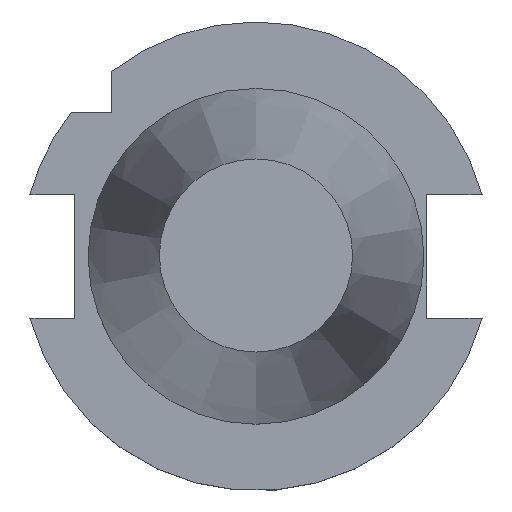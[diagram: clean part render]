
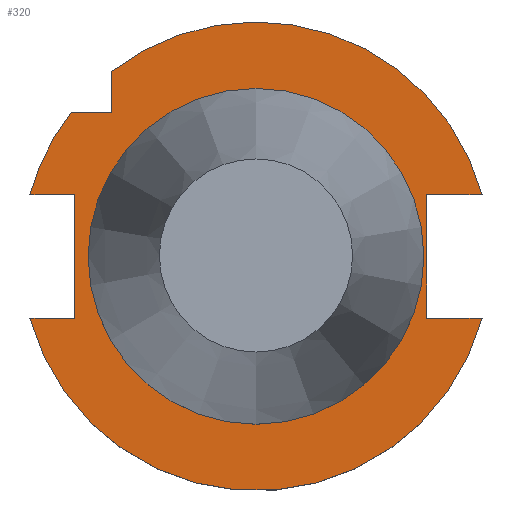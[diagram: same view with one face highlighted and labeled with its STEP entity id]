
A CAD part, top view. The second image highlights one B-rep face of the part: STEP entity #320.
In plain terms, the highlighted planar face has unit normal (0, 0, 1).
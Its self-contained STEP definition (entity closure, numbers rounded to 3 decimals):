
#173=EDGE_CURVE('240[2]',#524,#525,#526,.T.);
#195=EDGE_CURVE('240[2]',#563,#563,#564,.T.);
#216=EDGE_CURVE('240[2]',#597,#559,#598,.T.);
#234=EDGE_CURVE('240[2]',#525,#528,#628,.T.);
#313=EDGE_CURVE('240[2]',#741,#597,#742,.T.);
#315=EDGE_CURVE('240[2]',#741,#744,#745,.T.);
#320=ADVANCED_FACE('240[2]',(#751,#752),#753,.T.);
#359=EDGE_CURVE('240[2]',#733,#744,#802,.T.);
#381=EDGE_CURVE('240[2]',#830,#633,#831,.T.);
#415=EDGE_CURVE('240[2]',#830,#730,#871,.T.);
#436=EDGE_CURVE('240[2]',#524,#559,#898,.T.);
#453=EDGE_CURVE('240[2]',#528,#730,#917,.T.);
#485=EDGE_CURVE('240[2]',#633,#733,#957,.T.);
#524=VERTEX_POINT('',#1000);
#525=VERTEX_POINT('',#1001);
#526=LINE('',#1002,#1003);
#528=VERTEX_POINT('',#1006);
#559=VERTEX_POINT('',#1057);
#563=VERTEX_POINT('',#1063);
#564=CIRCLE('',#1064,34.925);
#597=VERTEX_POINT('',#1108);
#598=LINE('',#1109,#1110);
#628=LINE('',#1150,#1151);
#633=VERTEX_POINT('',#1167);
#730=VERTEX_POINT('',#1373);
#733=VERTEX_POINT('',#1378);
#741=VERTEX_POINT('',#1400);
#742=LINE('',#1401,#1402);
#744=VERTEX_POINT('',#1405);
#745=CIRCLE('',#1406,48.75);
#751=FACE_BOUND('',#1414,.T.);
#752=FACE_OUTER_BOUND('',#1415,.T.);
#753=PLANE('',#1416);
#802=LINE('',#1513,#1514);
#830=VERTEX_POINT('',#1556);
#831=LINE('',#1557,#1558);
#871=CIRCLE('',#1629,48.75);
#898=CIRCLE('',#1730,48.75);
#917=LINE('',#1769,#1770);
#957=LINE('',#1836,#1837);
#1000=CARTESIAN_POINT('',(-47.026,12.85,-3.2));
#1001=CARTESIAN_POINT('',(-37.7,12.85,-3.2));
#1002=CARTESIAN_POINT('',(-21.972,12.85,-3.2));
#1003=VECTOR('',#1875,1.0);
#1006=CARTESIAN_POINT('',(-37.7,-12.85,-3.2));
#1057=CARTESIAN_POINT('',(-38.426,30.0,-3.2));
#1063=CARTESIAN_POINT('',(0.,34.925,-3.2));
#1064=AXIS2_PLACEMENT_3D('',#1914,#1915,#1916);
#1108=CARTESIAN_POINT('',(-30.0,30.0,-3.2));
#1109=CARTESIAN_POINT('',(-18.059,30.0,-3.2));
#1110=VECTOR('',#1950,1.0);
#1150=CARTESIAN_POINT('',(-37.7,20.919,-3.2));
#1151=VECTOR('',#1973,1.0);
#1167=CARTESIAN_POINT('',(35.5,-12.85,-3.2));
#1373=CARTESIAN_POINT('',(-47.026,-12.85,-3.2));
#1378=CARTESIAN_POINT('',(35.5,12.85,-3.2));
#1400=CARTESIAN_POINT('',(-30.0,38.426,-3.2));
#1401=CARTESIAN_POINT('',(-30.0,38.978,-3.2));
#1402=VECTOR('',#2106,1.0);
#1405=CARTESIAN_POINT('',(47.026,12.85,-3.2));
#1406=AXIS2_PLACEMENT_3D('',#2107,#2108,#2109);
#1414=EDGE_LOOP('',(#2114));
#1415=EDGE_LOOP('',(#2115,#2116,#2117,#2118,#2119,#2120,#2121,#2122,#2123,#2124,#2125));
#1416=AXIS2_PLACEMENT_3D('',#2126,#2127,#2128);
#1513=CARTESIAN_POINT('',(21.422,12.85,-3.2));
#1514=VECTOR('',#2189,1.0);
#1556=CARTESIAN_POINT('',(47.026,-12.85,-3.2));
#1557=CARTESIAN_POINT('',(21.422,-12.85,-3.2));
#1558=VECTOR('',#2225,1.0);
#1629=AXIS2_PLACEMENT_3D('',#2269,#2270,#2271);
#1730=AXIS2_PLACEMENT_3D('',#2311,#2312,#2313);
#1769=CARTESIAN_POINT('',(-21.972,-12.85,-3.2));
#1770=VECTOR('',#2329,1.0);
#1836=CARTESIAN_POINT('',(35.5,20.919,-3.2));
#1837=VECTOR('',#2380,1.0);
#1875=DIRECTION('',(1.0,0.,0.));
#1914=CARTESIAN_POINT('',(0.,0.,-3.2));
#1915=DIRECTION('',(0.,0.,-1.0));
#1916=DIRECTION('',(0.,1.0,0.));
#1950=DIRECTION('',(-1.0,0.0,0.));
#1973=DIRECTION('',(0.0,-1.0,0.));
#2106=DIRECTION('',(0.0,-1.0,0.));
#2107=CARTESIAN_POINT('',(0.,0.,-3.2));
#2108=DIRECTION('',(0.,0.,-1.0));
#2109=DIRECTION('',(0.,1.0,0.));
#2114=ORIENTED_EDGE('',*,*,#195,.T.);
#2115=ORIENTED_EDGE('',*,*,#313,.T.);
#2116=ORIENTED_EDGE('',*,*,#216,.T.);
#2117=ORIENTED_EDGE('',*,*,#436,.F.);
#2118=ORIENTED_EDGE('',*,*,#173,.T.);
#2119=ORIENTED_EDGE('',*,*,#234,.T.);
#2120=ORIENTED_EDGE('',*,*,#453,.T.);
#2121=ORIENTED_EDGE('',*,*,#415,.F.);
#2122=ORIENTED_EDGE('',*,*,#381,.T.);
#2123=ORIENTED_EDGE('',*,*,#485,.T.);
#2124=ORIENTED_EDGE('',*,*,#359,.T.);
#2125=ORIENTED_EDGE('',*,*,#315,.F.);
#2126=CARTESIAN_POINT('',(0.,41.838,-3.2));
#2127=DIRECTION('',(0.,0.,1.0));
#2128=DIRECTION('',(0.,-1.0,0.));
#2189=DIRECTION('',(1.0,0.,0.));
#2225=DIRECTION('',(-1.0,0.,0.));
#2269=CARTESIAN_POINT('',(0.,0.,-3.2));
#2270=DIRECTION('',(0.,0.,-1.0));
#2271=DIRECTION('',(0.,1.0,0.));
#2311=CARTESIAN_POINT('',(0.,0.,-3.2));
#2312=DIRECTION('',(0.,0.,-1.0));
#2313=DIRECTION('',(0.,1.0,0.));
#2329=DIRECTION('',(-1.0,0.,0.));
#2380=DIRECTION('',(0.0,1.0,0.));
